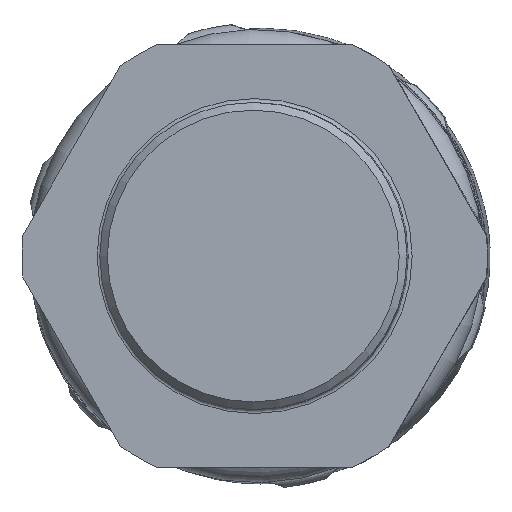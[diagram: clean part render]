
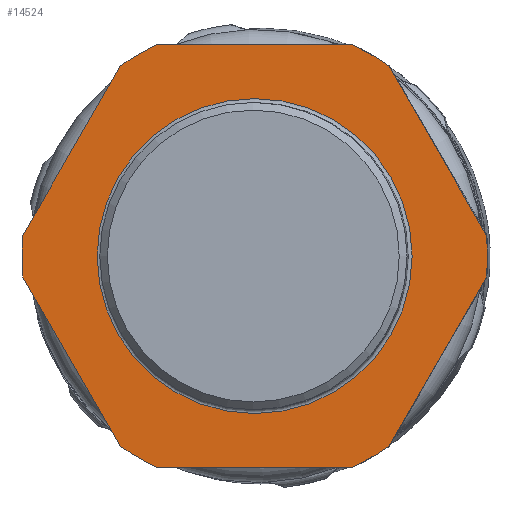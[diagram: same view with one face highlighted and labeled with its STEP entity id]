
A CAD part, left-side view. The second image highlights one B-rep face of the part: STEP entity #14524.
In plain terms, the highlighted planar face has unit normal (-1, 0.012, 0).
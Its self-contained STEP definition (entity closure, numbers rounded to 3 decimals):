
#968=LINE('',#30034,#1528);
#972=LINE('',#30043,#1532);
#975=LINE('',#30051,#1535);
#978=LINE('',#30060,#1538);
#981=LINE('',#30066,#1541);
#984=LINE('',#30071,#1544);
#1528=VECTOR('',#20116,10.);
#1532=VECTOR('',#20126,10.);
#1535=VECTOR('',#20135,10.);
#1538=VECTOR('',#20144,10.);
#1541=VECTOR('',#20149,10.);
#1544=VECTOR('',#20154,10.);
#2251=FACE_BOUND('',#4120,.T.);
#3211=FACE_OUTER_BOUND('',#4119,.T.);
#4119=EDGE_LOOP('',(#12501,#12502,#12503,#12504,#12505,#12506,#12507,#12508,
#12509,#12510,#12511,#12512));
#4120=EDGE_LOOP('',(#12513));
#4971=CIRCLE('',#16222,30.3);
#4972=CIRCLE('',#16225,30.3);
#4973=CIRCLE('',#16228,30.3);
#4974=CIRCLE('',#16233,30.3);
#4975=CIRCLE('',#16235,30.3);
#4976=CIRCLE('',#16237,30.3);
#4977=CIRCLE('',#16238,20.5);
#6298=VERTEX_POINT('',#30031);
#6299=VERTEX_POINT('',#30033);
#6300=VERTEX_POINT('',#30037);
#6301=VERTEX_POINT('',#30041);
#6302=VERTEX_POINT('',#30045);
#6303=VERTEX_POINT('',#30049);
#6304=VERTEX_POINT('',#30053);
#6305=VERTEX_POINT('',#30057);
#6306=VERTEX_POINT('',#30059);
#6307=VERTEX_POINT('',#30063);
#6308=VERTEX_POINT('',#30065);
#6309=VERTEX_POINT('',#30069);
#6310=VERTEX_POINT('',#30078);
#8362=EDGE_CURVE('',#6299,#6298,#968,.T.);
#8365=EDGE_CURVE('',#6300,#6298,#4971,.T.);
#8367=EDGE_CURVE('',#6300,#6301,#972,.T.);
#8369=EDGE_CURVE('',#6302,#6301,#4972,.T.);
#8371=EDGE_CURVE('',#6302,#6303,#975,.T.);
#8373=EDGE_CURVE('',#6304,#6303,#4973,.T.);
#8375=EDGE_CURVE('',#6306,#6305,#978,.T.);
#8378=EDGE_CURVE('',#6308,#6307,#981,.T.);
#8381=EDGE_CURVE('',#6304,#6309,#984,.T.);
#8382=EDGE_CURVE('',#6299,#6307,#4974,.T.);
#8383=EDGE_CURVE('',#6306,#6309,#4975,.T.);
#8384=EDGE_CURVE('',#6308,#6305,#4976,.T.);
#8385=EDGE_CURVE('',#6310,#6310,#4977,.T.);
#12501=ORIENTED_EDGE('',*,*,#8375,.T.);
#12502=ORIENTED_EDGE('',*,*,#8384,.F.);
#12503=ORIENTED_EDGE('',*,*,#8378,.T.);
#12504=ORIENTED_EDGE('',*,*,#8382,.F.);
#12505=ORIENTED_EDGE('',*,*,#8362,.T.);
#12506=ORIENTED_EDGE('',*,*,#8365,.F.);
#12507=ORIENTED_EDGE('',*,*,#8367,.T.);
#12508=ORIENTED_EDGE('',*,*,#8369,.F.);
#12509=ORIENTED_EDGE('',*,*,#8371,.T.);
#12510=ORIENTED_EDGE('',*,*,#8373,.F.);
#12511=ORIENTED_EDGE('',*,*,#8381,.T.);
#12512=ORIENTED_EDGE('',*,*,#8383,.F.);
#12513=ORIENTED_EDGE('',*,*,#8385,.T.);
#12882=PLANE('',#16236);
#14524=ADVANCED_FACE('',(#3211,#2251),#12882,.T.);
#16222=AXIS2_PLACEMENT_3D('',#30039,#20121,#20122);
#16225=AXIS2_PLACEMENT_3D('',#30047,#20130,#20131);
#16228=AXIS2_PLACEMENT_3D('',#30055,#20139,#20140);
#16233=AXIS2_PLACEMENT_3D('',#30073,#20157,#20158);
#16235=AXIS2_PLACEMENT_3D('',#30075,#20161,#20162);
#16236=AXIS2_PLACEMENT_3D('',#30076,#20163,#20164);
#16237=AXIS2_PLACEMENT_3D('',#30077,#20165,#20166);
#16238=AXIS2_PLACEMENT_3D('',#30079,#20167,#20168);
#20116=DIRECTION('',(0.006,0.5,-0.866));
#20121=DIRECTION('center_axis',(1.,-0.012,0.));
#20122=DIRECTION('ref_axis',(-0.012,-1.,0.));
#20126=DIRECTION('',(-0.006,-0.5,-0.866));
#20130=DIRECTION('center_axis',(1.,-0.012,0.));
#20131=DIRECTION('ref_axis',(-0.012,-1.,0.));
#20135=DIRECTION('',(-0.012,-1.,0.));
#20139=DIRECTION('center_axis',(1.,-0.012,0.));
#20140=DIRECTION('ref_axis',(-0.012,-1.,0.));
#20144=DIRECTION('',(0.006,0.5,0.866));
#20149=DIRECTION('',(0.012,1.,0.));
#20154=DIRECTION('',(-0.006,-0.5,0.866));
#20157=DIRECTION('center_axis',(1.,-0.012,0.));
#20158=DIRECTION('ref_axis',(-0.012,-1.,0.));
#20161=DIRECTION('center_axis',(1.,-0.012,0.));
#20162=DIRECTION('ref_axis',(-0.012,-1.,0.));
#20163=DIRECTION('center_axis',(-1.,0.012,0.));
#20164=DIRECTION('ref_axis',(0.012,1.,0.));
#20165=DIRECTION('center_axis',(1.,-0.012,0.));
#20166=DIRECTION('ref_axis',(-0.012,-1.,0.));
#20167=DIRECTION('center_axis',(1.,-0.012,0.));
#20168=DIRECTION('ref_axis',(-0.012,-1.,0.));
#30031=CARTESIAN_POINT('',(-32.327,29.899,2.733));
#30033=CARTESIAN_POINT('',(-32.476,17.178,24.767));
#30034=CARTESIAN_POINT('',(-32.362,26.918,7.896));
#30037=CARTESIAN_POINT('',(-32.327,29.899,-2.733));
#30039=CARTESIAN_POINT('Origin',(-32.679,-0.276,0.));
#30041=CARTESIAN_POINT('',(-32.476,17.178,-24.767));
#30043=CARTESIAN_POINT('',(-32.441,20.159,-19.604));
#30045=CARTESIAN_POINT('',(-32.531,12.445,-27.5));
#30047=CARTESIAN_POINT('Origin',(-32.679,-0.276,0.));
#30049=CARTESIAN_POINT('',(-32.827,-12.996,-27.5));
#30051=CARTESIAN_POINT('',(-32.605,6.085,-27.5));
#30053=CARTESIAN_POINT('',(-32.883,-17.729,-24.767));
#30055=CARTESIAN_POINT('Origin',(-32.679,-0.276,0.));
#30057=CARTESIAN_POINT('',(-32.883,-17.729,24.767));
#30059=CARTESIAN_POINT('',(-33.031,-30.45,2.733));
#30060=CARTESIAN_POINT('',(-33.07,-33.83,-3.121));
#30063=CARTESIAN_POINT('',(-32.531,12.445,27.5));
#30065=CARTESIAN_POINT('',(-32.827,-12.996,27.5));
#30066=CARTESIAN_POINT('',(-32.753,-6.636,27.5));
#30069=CARTESIAN_POINT('',(-33.031,-30.45,-2.733));
#30071=CARTESIAN_POINT('',(-32.843,-14.35,-30.621));
#30073=CARTESIAN_POINT('Origin',(-32.679,-0.276,0.));
#30075=CARTESIAN_POINT('Origin',(-32.679,-0.276,0.));
#30076=CARTESIAN_POINT('Origin',(-32.679,-0.276,-30.3));
#30077=CARTESIAN_POINT('Origin',(-32.679,-0.276,0.));
#30078=CARTESIAN_POINT('',(-32.679,-0.276,-20.5));
#30079=CARTESIAN_POINT('Origin',(-32.679,-0.276,0.));
